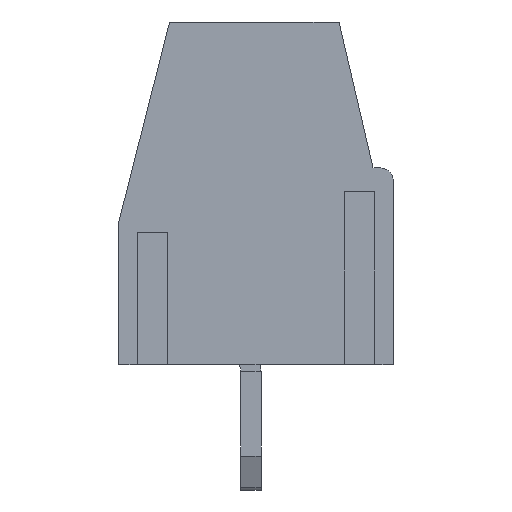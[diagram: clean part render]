
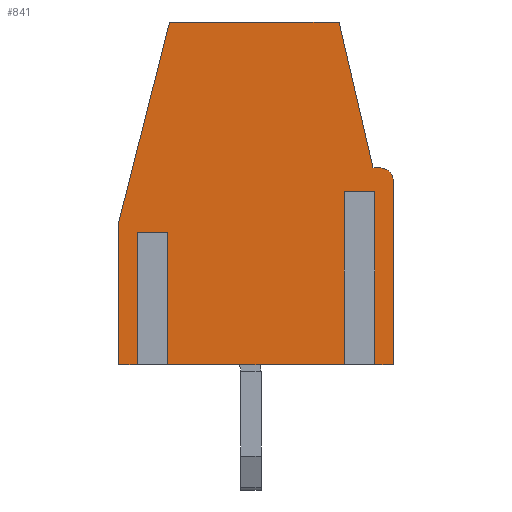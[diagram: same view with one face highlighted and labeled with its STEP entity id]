
A CAD part, left-side view. The second image highlights one B-rep face of the part: STEP entity #841.
In plain terms, the highlighted planar face has unit normal (-1, 0, 0).
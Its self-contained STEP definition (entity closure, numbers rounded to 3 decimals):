
#841=ADVANCED_FACE('',(#3273),#3275,.T.);
#3273=FACE_BOUND('',#3274,.T.);
#3274=EDGE_LOOP('',(#5202,#5203,#5204,#5205,#5206,#5207,#5208,#5209,#5210,#5211,
#5212,#5213,#5214,#5215,#5216,#5217));
#3275=PLANE('',#3276);
#3276=AXIS2_PLACEMENT_3D('',#3277,#3278,#3279);
#3277=CARTESIAN_POINT('',(-2.5,0.,0.));
#3278=DIRECTION('',(-1.,0.,0.));
#3279=DIRECTION('',(0.,0.,-1.));
#5202=ORIENTED_EDGE('',*,*,#6582,.F.);
#5203=ORIENTED_EDGE('',*,*,#6583,.F.);
#5204=ORIENTED_EDGE('',*,*,#6584,.F.);
#5205=ORIENTED_EDGE('',*,*,#6585,.T.);
#5206=ORIENTED_EDGE('',*,*,#6586,.T.);
#5207=ORIENTED_EDGE('',*,*,#6587,.T.);
#5208=ORIENTED_EDGE('',*,*,#6588,.T.);
#5209=ORIENTED_EDGE('',*,*,#6589,.T.);
#5210=ORIENTED_EDGE('',*,*,#6466,.T.);
#5211=ORIENTED_EDGE('',*,*,#6567,.T.);
#5212=ORIENTED_EDGE('',*,*,#6590,.T.);
#5213=ORIENTED_EDGE('',*,*,#6591,.T.);
#5214=ORIENTED_EDGE('',*,*,#6592,.F.);
#5215=ORIENTED_EDGE('',*,*,#6593,.F.);
#5216=ORIENTED_EDGE('',*,*,#6594,.F.);
#5217=ORIENTED_EDGE('',*,*,#6595,.T.);
#6466=EDGE_CURVE('',#7218,#7216,#7219,.T.);
#6567=EDGE_CURVE('',#7216,#7401,#7403,.T.);
#6582=EDGE_CURVE('',#7431,#7432,#7433,.T.);
#6583=EDGE_CURVE('',#7434,#7431,#7435,.F.);
#6584=EDGE_CURVE('',#7436,#7434,#7437,.T.);
#6585=EDGE_CURVE('',#7436,#7438,#7439,.T.);
#6586=EDGE_CURVE('',#7438,#7440,#7441,.T.);
#6587=EDGE_CURVE('',#7440,#7442,#7443,.T.);
#6588=EDGE_CURVE('',#7442,#7444,#7445,.T.);
#6589=EDGE_CURVE('',#7444,#7218,#7446,.T.);
#6590=EDGE_CURVE('',#7401,#7447,#7448,.T.);
#6591=EDGE_CURVE('',#7447,#7449,#7450,.T.);
#6592=EDGE_CURVE('',#7451,#7449,#7452,.T.);
#6593=EDGE_CURVE('',#7453,#7451,#7454,.F.);
#6594=EDGE_CURVE('',#7455,#7453,#7456,.T.);
#6595=EDGE_CURVE('',#7455,#7432,#7457,.T.);
#7216=VERTEX_POINT('',#8436);
#7218=VERTEX_POINT('',#8440);
#7219=LINE('',#8441,#8442);
#7401=VERTEX_POINT('',#8837);
#7403=LINE('',#8841,#8842);
#7431=VERTEX_POINT('',#8899);
#7432=VERTEX_POINT('',#8900);
#7433=LINE('',#8901,#8902);
#7434=VERTEX_POINT('',#8904);
#7435=LINE('',#8905,#8906);
#7436=VERTEX_POINT('',#8908);
#7437=LINE('',#8909,#8910);
#7438=VERTEX_POINT('',#8912);
#7439=LINE('',#8913,#8914);
#7440=VERTEX_POINT('',#8916);
#7441=LINE('',#8917,#8918);
#7442=VERTEX_POINT('',#8920);
#7443=CIRCLE('',#8921,0.4);
#7444=VERTEX_POINT('',#8925);
#7445=LINE('',#8926,#8927);
#7446=LINE('',#8929,#8930);
#7447=VERTEX_POINT('',#8932);
#7448=LINE('',#8933,#8934);
#7449=VERTEX_POINT('',#8936);
#7450=LINE('',#8937,#8938);
#7451=VERTEX_POINT('',#8940);
#7452=LINE('',#8941,#8942);
#7453=VERTEX_POINT('',#8944);
#7454=LINE('',#8945,#8946);
#7455=VERTEX_POINT('',#8948);
#7456=LINE('',#8949,#8950);
#7457=LINE('',#8952,#8953);
#8436=CARTESIAN_POINT('',(-2.5,2.4,10.1));
#8440=CARTESIAN_POINT('',(-2.5,-2.6,10.1));
#8441=CARTESIAN_POINT('',(-2.5,-2.6,10.1));
#8442=VECTOR('',#8443,1.);
#8443=DIRECTION('',(0.,1.,0.));
#8837=CARTESIAN_POINT('',(-2.5,3.9,4.2));
#8841=CARTESIAN_POINT('',(-2.5,2.4,10.1));
#8842=VECTOR('',#8843,1.);
#8843=DIRECTION('',(0.,0.246,-0.969));
#8899=CARTESIAN_POINT('',(-2.5,-2.9,5.1));
#8900=CARTESIAN_POINT('',(-2.5,-2.9,0.));
#8901=CARTESIAN_POINT('',(-2.5,-2.9,5.1));
#8902=VECTOR('',#8903,1.);
#8903=DIRECTION('',(0.,0.,-1.));
#8904=CARTESIAN_POINT('',(-2.5,-3.5,5.1));
#8905=CARTESIAN_POINT('',(-2.5,-2.9,5.1));
#8906=VECTOR('',#8907,1.);
#8907=DIRECTION('',(0.,-1.,0.));
#8908=CARTESIAN_POINT('',(-2.5,-3.5,0.));
#8909=CARTESIAN_POINT('',(-2.5,-3.5,0.));
#8910=VECTOR('',#8911,1.);
#8911=DIRECTION('',(0.,0.,1.));
#8912=CARTESIAN_POINT('',(-2.5,-4.2,0.));
#8913=CARTESIAN_POINT('',(-2.5,-3.5,0.));
#8914=VECTOR('',#8915,1.);
#8915=DIRECTION('',(0.,-1.,0.));
#8916=CARTESIAN_POINT('',(-2.5,-4.2,5.4));
#8917=CARTESIAN_POINT('',(-2.5,-4.2,0.));
#8918=VECTOR('',#8919,1.);
#8919=DIRECTION('',(0.,0.,1.));
#8920=CARTESIAN_POINT('',(-2.5,-3.8,5.8));
#8921=AXIS2_PLACEMENT_3D('',#8922,#8923,#8924);
#8922=CARTESIAN_POINT('',(-2.5,-3.8,5.4));
#8923=DIRECTION('',(-1.,-0.,-0.));
#8924=DIRECTION('',(0.,-1.,0.));
#8925=CARTESIAN_POINT('',(-2.5,-3.6,5.8));
#8926=CARTESIAN_POINT('',(-2.5,-3.8,5.8));
#8927=VECTOR('',#8928,1.);
#8928=DIRECTION('',(0.,1.,0.));
#8929=CARTESIAN_POINT('',(-2.5,-3.6,5.8));
#8930=VECTOR('',#8931,1.);
#8931=DIRECTION('',(0.,0.227,0.974));
#8932=CARTESIAN_POINT('',(-2.5,3.9,0.));
#8933=CARTESIAN_POINT('',(-2.5,3.9,4.2));
#8934=VECTOR('',#8935,1.);
#8935=DIRECTION('',(0.,0.,-1.));
#8936=CARTESIAN_POINT('',(-2.5,3.2,0.));
#8937=CARTESIAN_POINT('',(-2.5,3.9,0.));
#8938=VECTOR('',#8939,1.);
#8939=DIRECTION('',(0.,-1.,0.));
#8940=CARTESIAN_POINT('',(-2.5,3.2,3.9));
#8941=CARTESIAN_POINT('',(-2.5,3.2,3.9));
#8942=VECTOR('',#8943,1.);
#8943=DIRECTION('',(0.,0.,-1.));
#8944=CARTESIAN_POINT('',(-2.5,2.6,3.9));
#8945=CARTESIAN_POINT('',(-2.5,3.2,3.9));
#8946=VECTOR('',#8947,1.);
#8947=DIRECTION('',(0.,-1.,0.));
#8948=CARTESIAN_POINT('',(-2.5,2.6,0.));
#8949=CARTESIAN_POINT('',(-2.5,2.6,0.));
#8950=VECTOR('',#8951,1.);
#8951=DIRECTION('',(0.,0.,1.));
#8952=CARTESIAN_POINT('',(-2.5,2.6,0.));
#8953=VECTOR('',#8954,1.);
#8954=DIRECTION('',(0.,-1.,0.));
